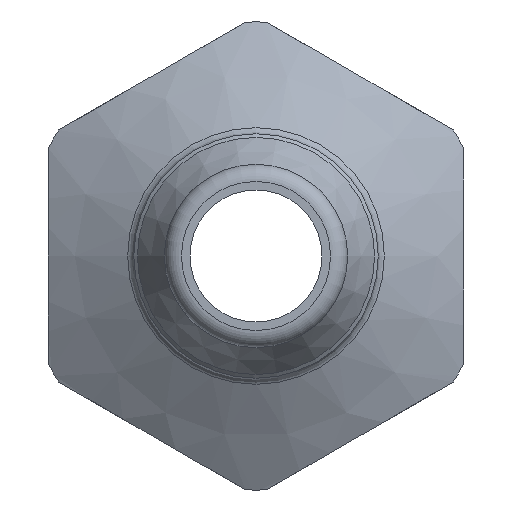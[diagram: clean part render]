
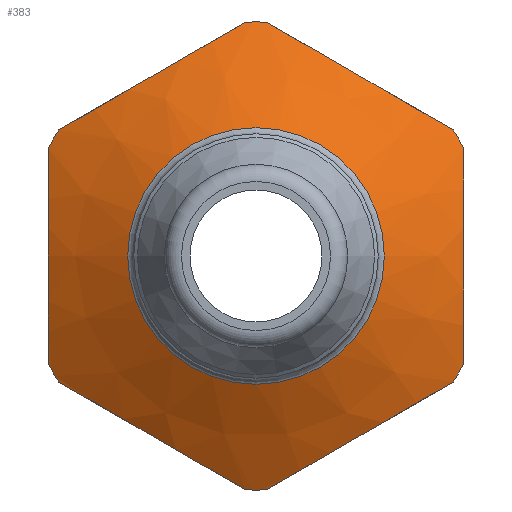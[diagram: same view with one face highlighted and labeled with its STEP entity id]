
A CAD part, left-side view. The second image highlights one B-rep face of the part: STEP entity #383.
In plain terms, the highlighted conical face has half-angle 60 degrees and reference radius 7.287 mm.
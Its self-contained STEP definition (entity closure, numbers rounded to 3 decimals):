
#197=CARTESIAN_POINT('',(29.644,5.25,0.));
#198=VERTEX_POINT('',#197);
#199=CARTESIAN_POINT('',(29.644,0.0,0.));
#200=DIRECTION('',(-1.0,0.0,0.0));
#201=DIRECTION('',(0.0,-1.0,0.0));
#202=AXIS2_PLACEMENT_3D('',#199,#200,#201);
#203=CIRCLE('',#202,5.25);
#204=EDGE_CURVE('',#198,#198,#203,.T.);
#229=CARTESIAN_POINT('',(30.821,0.0,0.0));
#230=DIRECTION('',(1.0,0.0,0.0));
#231=DIRECTION('',(0.0,1.0,0.0));
#232=AXIS2_PLACEMENT_3D('',#229,#230,#231);
#233=CONICAL_SURFACE('',#232,7.288,60.);
#234=CARTESIAN_POINT('',(32.141,8.067,-5.157));
#235=VERTEX_POINT('',#234);
#236=CARTESIAN_POINT('',(32.141,0.433,-9.565));
#237=VERTEX_POINT('',#236);
#238=CARTESIAN_POINT('',(32.141,8.067,-5.157));
#239=CARTESIAN_POINT('',(30.97,4.25,-7.361));
#240=CARTESIAN_POINT('',(32.141,0.433,-9.565));
#248=(BOUNDED_CURVE()B_SPLINE_CURVE(2,(#238,#239,#240),.UNSPECIFIED.,.F.,.U.)B_SPLINE_CURVE_WITH_KNOTS((3,3),(0.0,0.89),.UNSPECIFIED.)CURVE()GEOMETRIC_REPRESENTATION_ITEM()RATIONAL_B_SPLINE_CURVE((1.0,1.126,1.0))REPRESENTATION_ITEM(''));
#249=EDGE_CURVE('',#235,#237,#248,.T.);
#250=ORIENTED_EDGE('',*,*,#249,.T.);
#251=CARTESIAN_POINT('',(32.141,-0.433,-9.565));
#252=VERTEX_POINT('',#251);
#253=CARTESIAN_POINT('',(32.141,0.0,0.0));
#254=DIRECTION('',(1.0,0.0,0.0));
#255=DIRECTION('',(0.0,1.0,0.0));
#256=AXIS2_PLACEMENT_3D('',#253,#254,#255);
#257=CIRCLE('',#256,9.575);
#258=EDGE_CURVE('',#252,#237,#257,.T.);
#259=ORIENTED_EDGE('',*,*,#258,.F.);
#260=CARTESIAN_POINT('',(32.141,-8.067,-5.157));
#261=VERTEX_POINT('',#260);
#262=CARTESIAN_POINT('',(32.141,-0.433,-9.565));
#263=CARTESIAN_POINT('',(30.97,-4.25,-7.361));
#264=CARTESIAN_POINT('',(32.141,-8.067,-5.157));
#272=(BOUNDED_CURVE()B_SPLINE_CURVE(2,(#262,#263,#264),.UNSPECIFIED.,.F.,.U.)B_SPLINE_CURVE_WITH_KNOTS((3,3),(0.0,0.89),.UNSPECIFIED.)CURVE()GEOMETRIC_REPRESENTATION_ITEM()RATIONAL_B_SPLINE_CURVE((1.0,1.126,1.0))REPRESENTATION_ITEM(''));
#273=EDGE_CURVE('',#252,#261,#272,.T.);
#274=ORIENTED_EDGE('',*,*,#273,.T.);
#275=CARTESIAN_POINT('',(32.141,-8.5,-4.408));
#276=VERTEX_POINT('',#275);
#277=CARTESIAN_POINT('',(32.141,0.0,0.0));
#278=DIRECTION('',(1.0,0.0,0.0));
#279=DIRECTION('',(0.0,1.0,0.0));
#280=AXIS2_PLACEMENT_3D('',#277,#278,#279);
#281=CIRCLE('',#280,9.575);
#282=EDGE_CURVE('',#276,#261,#281,.T.);
#283=ORIENTED_EDGE('',*,*,#282,.F.);
#284=CARTESIAN_POINT('',(32.141,-8.5,4.408));
#285=VERTEX_POINT('',#284);
#286=CARTESIAN_POINT('',(32.141,-8.5,-4.408));
#287=CARTESIAN_POINT('',(30.97,-8.5,0.));
#288=CARTESIAN_POINT('',(32.141,-8.5,4.408));
#296=(BOUNDED_CURVE()B_SPLINE_CURVE(2,(#286,#287,#288),.UNSPECIFIED.,.F.,.U.)B_SPLINE_CURVE_WITH_KNOTS((3,3),(0.0,0.89),.UNSPECIFIED.)CURVE()GEOMETRIC_REPRESENTATION_ITEM()RATIONAL_B_SPLINE_CURVE((1.0,1.126,1.0))REPRESENTATION_ITEM(''));
#297=EDGE_CURVE('',#276,#285,#296,.T.);
#298=ORIENTED_EDGE('',*,*,#297,.T.);
#299=CARTESIAN_POINT('',(32.141,-8.067,5.157));
#300=VERTEX_POINT('',#299);
#301=CARTESIAN_POINT('',(32.141,0.0,0.0));
#302=DIRECTION('',(1.0,0.0,0.0));
#303=DIRECTION('',(0.0,1.0,0.0));
#304=AXIS2_PLACEMENT_3D('',#301,#302,#303);
#305=CIRCLE('',#304,9.575);
#306=EDGE_CURVE('',#300,#285,#305,.T.);
#307=ORIENTED_EDGE('',*,*,#306,.F.);
#308=CARTESIAN_POINT('',(32.141,-0.433,9.565));
#309=VERTEX_POINT('',#308);
#310=CARTESIAN_POINT('',(32.141,-8.067,5.157));
#311=CARTESIAN_POINT('',(30.97,-4.25,7.361));
#312=CARTESIAN_POINT('',(32.141,-0.433,9.565));
#320=(BOUNDED_CURVE()B_SPLINE_CURVE(2,(#310,#311,#312),.UNSPECIFIED.,.F.,.U.)B_SPLINE_CURVE_WITH_KNOTS((3,3),(0.0,0.89),.UNSPECIFIED.)CURVE()GEOMETRIC_REPRESENTATION_ITEM()RATIONAL_B_SPLINE_CURVE((1.0,1.126,1.0))REPRESENTATION_ITEM(''));
#321=EDGE_CURVE('',#300,#309,#320,.T.);
#322=ORIENTED_EDGE('',*,*,#321,.T.);
#323=CARTESIAN_POINT('',(32.141,0.433,9.565));
#324=VERTEX_POINT('',#323);
#325=CARTESIAN_POINT('',(32.141,0.0,0.0));
#326=DIRECTION('',(1.0,0.0,0.0));
#327=DIRECTION('',(0.0,1.0,0.0));
#328=AXIS2_PLACEMENT_3D('',#325,#326,#327);
#329=CIRCLE('',#328,9.575);
#330=EDGE_CURVE('',#324,#309,#329,.T.);
#331=ORIENTED_EDGE('',*,*,#330,.F.);
#332=CARTESIAN_POINT('',(32.141,8.067,5.157));
#333=VERTEX_POINT('',#332);
#334=CARTESIAN_POINT('',(32.141,0.433,9.565));
#335=CARTESIAN_POINT('',(30.97,4.25,7.361));
#336=CARTESIAN_POINT('',(32.141,8.067,5.157));
#344=(BOUNDED_CURVE()B_SPLINE_CURVE(2,(#334,#335,#336),.UNSPECIFIED.,.F.,.U.)B_SPLINE_CURVE_WITH_KNOTS((3,3),(0.0,0.89),.UNSPECIFIED.)CURVE()GEOMETRIC_REPRESENTATION_ITEM()RATIONAL_B_SPLINE_CURVE((1.0,1.126,1.0))REPRESENTATION_ITEM(''));
#345=EDGE_CURVE('',#324,#333,#344,.T.);
#346=ORIENTED_EDGE('',*,*,#345,.T.);
#347=CARTESIAN_POINT('',(32.141,8.5,4.408));
#348=VERTEX_POINT('',#347);
#349=CARTESIAN_POINT('',(32.141,0.0,0.0));
#350=DIRECTION('',(1.0,0.0,0.0));
#351=DIRECTION('',(0.0,1.0,0.0));
#352=AXIS2_PLACEMENT_3D('',#349,#350,#351);
#353=CIRCLE('',#352,9.575);
#354=EDGE_CURVE('',#348,#333,#353,.T.);
#355=ORIENTED_EDGE('',*,*,#354,.F.);
#356=CARTESIAN_POINT('',(32.141,8.5,-4.408));
#357=VERTEX_POINT('',#356);
#358=CARTESIAN_POINT('',(32.141,8.5,4.408));
#359=CARTESIAN_POINT('',(30.97,8.5,0.0));
#360=CARTESIAN_POINT('',(32.141,8.5,-4.408));
#368=(BOUNDED_CURVE()B_SPLINE_CURVE(2,(#358,#359,#360),.UNSPECIFIED.,.F.,.U.)B_SPLINE_CURVE_WITH_KNOTS((3,3),(0.0,0.89),.UNSPECIFIED.)CURVE()GEOMETRIC_REPRESENTATION_ITEM()RATIONAL_B_SPLINE_CURVE((1.0,1.126,1.0))REPRESENTATION_ITEM(''));
#369=EDGE_CURVE('',#348,#357,#368,.T.);
#370=ORIENTED_EDGE('',*,*,#369,.T.);
#371=CARTESIAN_POINT('',(32.141,0.0,0.0));
#372=DIRECTION('',(1.0,0.0,0.0));
#373=DIRECTION('',(0.0,1.0,0.0));
#374=AXIS2_PLACEMENT_3D('',#371,#372,#373);
#375=CIRCLE('',#374,9.575);
#376=EDGE_CURVE('',#235,#357,#375,.T.);
#377=ORIENTED_EDGE('',*,*,#376,.F.);
#378=EDGE_LOOP('',(#250,#259,#274,#283,#298,#307,#322,#331,#346,#355,#370,#377));
#379=FACE_OUTER_BOUND('',#378,.T.);
#380=ORIENTED_EDGE('',*,*,#204,.F.);
#381=EDGE_LOOP('',(#380));
#382=FACE_BOUND('',#381,.T.);
#383=ADVANCED_FACE('',(#379,#382),#233,.T.);
